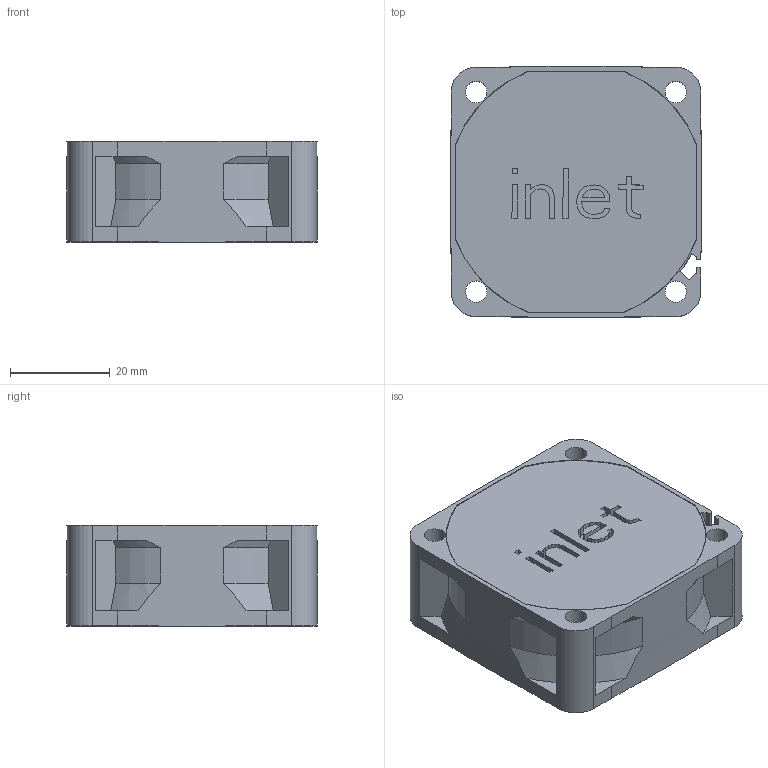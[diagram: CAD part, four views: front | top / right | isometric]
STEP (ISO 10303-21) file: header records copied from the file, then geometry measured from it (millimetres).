
FILE_DESCRIPTION((''),'2;1');
FILE_NAME('AUB0505HD','2019-07-27T',('LIEN.CHEN'),(''),'CREO PARAMETRIC BY PTC INC, 2015080','CREO PARAMETRIC BY PTC INC, 2015080','');
FILE_SCHEMA(('CONFIG_CONTROL_DESIGN'));
Length unit declared in the file: millimetre
Products named in the file (1): AUB0505HD
Bounding box: 50.29 x 50.29 x 20.25 mm (x, y, z)
Volume: 46190.1 mm3; surface area: 10956.6 mm2
Topology: 1 solids, 1 shells, 426 faces, 1210 edges, 803 vertices
Faces by surface type: plane 324, cylinder 43, cone 28, bspline 16, torus 15
Entity records: 14824 total; most frequent: CARTESIAN_POINT 3720, ORIENTED_EDGE 2420, DIRECTION 2117, EDGE_CURVE 1210, VECTOR 917, LINE 917, VERTEX_POINT 803, AXIS2_PLACEMENT_3D 600
